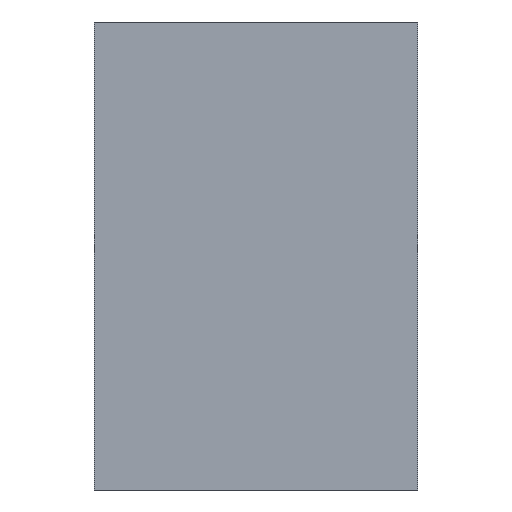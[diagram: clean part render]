
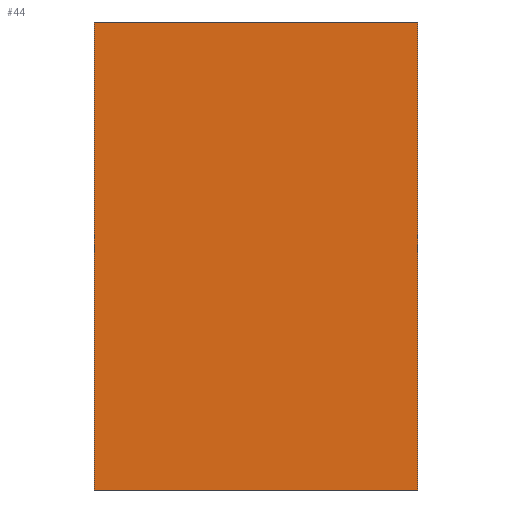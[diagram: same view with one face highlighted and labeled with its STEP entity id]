
A CAD part, left-side view. The second image highlights one B-rep face of the part: STEP entity #44.
In plain terms, the highlighted planar face has unit normal (-1, 0, 0).
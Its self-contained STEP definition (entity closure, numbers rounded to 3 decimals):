
#44=ADVANCED_FACE('',(#56),#192,.T.);
#56=FACE_OUTER_BOUND('',#68,.T.);
#68=EDGE_LOOP('',(#107,#108,#109,#110));
#107=ORIENTED_EDGE('',*,*,#141,.T.);
#108=ORIENTED_EDGE('',*,*,#134,.T.);
#109=ORIENTED_EDGE('',*,*,#142,.F.);
#110=ORIENTED_EDGE('',*,*,#139,.F.);
#134=EDGE_CURVE('',#175,#178,#158,.T.);
#139=EDGE_CURVE('',#181,#182,#163,.T.);
#141=EDGE_CURVE('',#181,#175,#165,.T.);
#142=EDGE_CURVE('',#182,#178,#166,.T.);
#158=B_SPLINE_CURVE_WITH_KNOTS('',1,(#303,#304),.UNSPECIFIED.,.F.,.F.,(2,
2),(0.,20.184),.UNSPECIFIED.);
#163=B_SPLINE_CURVE_WITH_KNOTS('',1,(#313,#314),.UNSPECIFIED.,.F.,.F.,(2,
2),(0.,20.184),.UNSPECIFIED.);
#165=B_SPLINE_CURVE_WITH_KNOTS('',1,(#317,#318),.UNSPECIFIED.,.F.,.F.,(2,
2),(53.495,67.45),.UNSPECIFIED.);
#166=B_SPLINE_CURVE_WITH_KNOTS('',1,(#319,#320),.UNSPECIFIED.,.F.,.F.,(2,
2),(53.495,67.45),.UNSPECIFIED.);
#175=VERTEX_POINT('',#289);
#178=VERTEX_POINT('',#292);
#181=VERTEX_POINT('',#295);
#182=VERTEX_POINT('',#296);
#192=PLANE('',#224);
#224=AXIS2_PLACEMENT_3D('',#286,#239,$);
#239=DIRECTION('',(-1.,0.,0.));
#286=CARTESIAN_POINT('',(-11.39,6.499,0.));
#289=CARTESIAN_POINT('',(-11.39,-7.456,0.));
#292=CARTESIAN_POINT('',(-11.39,-7.456,20.184));
#295=CARTESIAN_POINT('',(-11.39,6.499,0.));
#296=CARTESIAN_POINT('',(-11.39,6.499,20.184));
#303=CARTESIAN_POINT('',(-11.39,-7.456,0.));
#304=CARTESIAN_POINT('',(-11.39,-7.456,20.184));
#313=CARTESIAN_POINT('',(-11.39,6.499,0.));
#314=CARTESIAN_POINT('',(-11.39,6.499,20.184));
#317=CARTESIAN_POINT('',(-11.39,6.499,0.));
#318=CARTESIAN_POINT('',(-11.39,-7.456,0.));
#319=CARTESIAN_POINT('',(-11.39,6.499,20.184));
#320=CARTESIAN_POINT('',(-11.39,-7.456,20.184));
